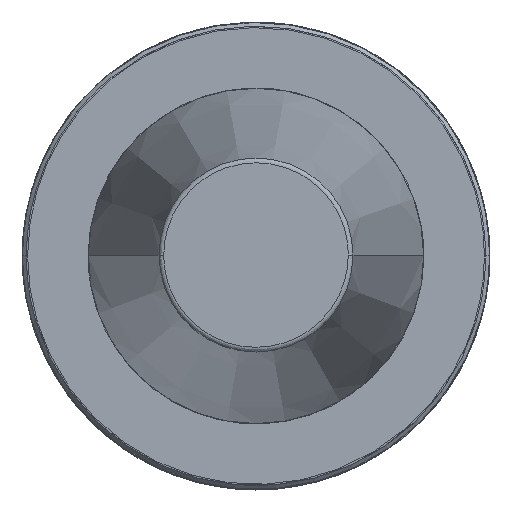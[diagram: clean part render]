
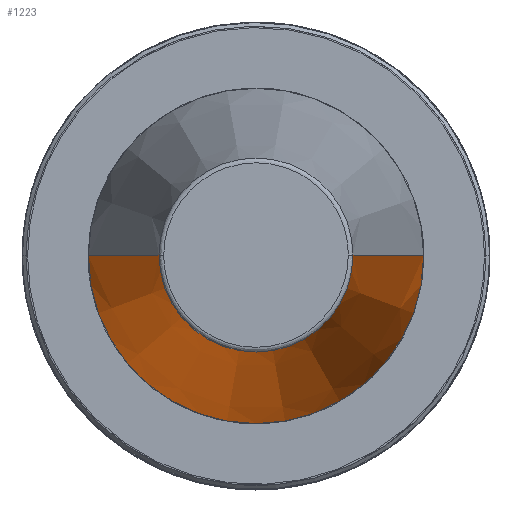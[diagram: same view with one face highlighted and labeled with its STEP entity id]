
A CAD part, top view. The second image highlights one B-rep face of the part: STEP entity #1223.
In plain terms, the highlighted conical face has half-angle 8.297 degrees and reference radius 34.925 mm.
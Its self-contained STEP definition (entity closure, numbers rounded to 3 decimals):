
#129 = CARTESIAN_POINT ( 'NONE',  ( -34.925, 0., 0. ) ) ;
#137 = CARTESIAN_POINT ( 'NONE',  ( 0., 0., 0. ) ) ;
#185 = CARTESIAN_POINT ( 'NONE',  ( 34.925, 0., 0. ) ) ;
#205 = VERTEX_POINT ( 'NONE', #1721 ) ;
#246 = LINE ( 'NONE', #185, #721 ) ;
#352 = CIRCLE ( 'NONE', #2482, 34.925 ) ;
#363 = ORIENTED_EDGE ( 'NONE', *, *, #1080, .T. ) ;
#407 = EDGE_CURVE ( 'NONE', #205, #1794, #1806, .T. ) ;
#492 = DIRECTION ( 'NONE',  ( 1., 0., 0. ) ) ;
#546 = EDGE_CURVE ( 'NONE', #2553, #1582, #352, .T. ) ;
#634 = ORIENTED_EDGE ( 'NONE', *, *, #407, .T. ) ;
#694 = EDGE_CURVE ( 'NONE', #205, #2553, #246, .T. ) ;
#721 = VECTOR ( 'NONE', #1557, 1000. ) ;
#790 = ORIENTED_EDGE ( 'NONE', *, *, #694, .F. ) ;
#890 = CARTESIAN_POINT ( 'NONE',  ( 34.925, 0., 0. ) ) ;
#996 = EDGE_LOOP ( 'NONE', ( #790, #634, #363, #2439 ) ) ;
#1080 = EDGE_CURVE ( 'NONE', #1794, #1582, #1375, .T. ) ;
#1223 = ADVANCED_FACE ( 'NONE', ( #1538 ), #1855, .T. ) ;
#1375 = LINE ( 'NONE', #129, #1429 ) ;
#1429 = VECTOR ( 'NONE', #1513, 1000. ) ;
#1500 = DIRECTION ( 'NONE',  ( -1., 0., 0. ) ) ;
#1513 = DIRECTION ( 'NONE',  ( -0.144, 0., -0.99 ) ) ;
#1525 = AXIS2_PLACEMENT_3D ( 'NONE', #1992, #2587, #1500 ) ;
#1538 = FACE_OUTER_BOUND ( 'NONE', #996, .T. ) ;
#1557 = DIRECTION ( 'NONE',  ( 0.144, 0., -0.99 ) ) ;
#1582 = VERTEX_POINT ( 'NONE', #2620 ) ;
#1721 = CARTESIAN_POINT ( 'NONE',  ( 20.211, 0., 100.894 ) ) ;
#1794 = VERTEX_POINT ( 'NONE', #3264 ) ;
#1806 = CIRCLE ( 'NONE', #1525, 20.211 ) ;
#1855 = CONICAL_SURFACE ( 'NONE', #3080, 34.925, 0.145 ) ;
#1992 = CARTESIAN_POINT ( 'NONE',  ( 0., 0., 100.894 ) ) ;
#2316 = DIRECTION ( 'NONE',  ( -1., 0., 0. ) ) ;
#2439 = ORIENTED_EDGE ( 'NONE', *, *, #546, .F. ) ;
#2482 = AXIS2_PLACEMENT_3D ( 'NONE', #137, #2575, #492 ) ;
#2553 = VERTEX_POINT ( 'NONE', #890 ) ;
#2575 = DIRECTION ( 'NONE',  ( 0., 0., -1. ) ) ;
#2587 = DIRECTION ( 'NONE',  ( 0., 0., -1. ) ) ;
#2620 = CARTESIAN_POINT ( 'NONE',  ( -34.925, 0., 0. ) ) ;
#3080 = AXIS2_PLACEMENT_3D ( 'NONE', #3694, #4024, #2316 ) ;
#3264 = CARTESIAN_POINT ( 'NONE',  ( -20.211, 0., 100.894 ) ) ;
#3694 = CARTESIAN_POINT ( 'NONE',  ( 0., 0., 0. ) ) ;
#4024 = DIRECTION ( 'NONE',  ( 0., 0., -1. ) ) ;
